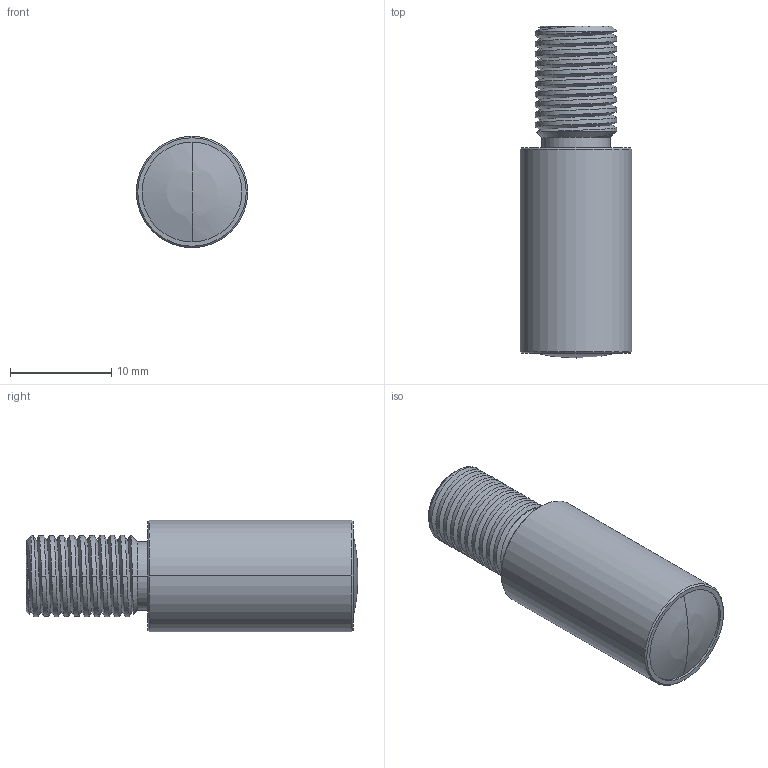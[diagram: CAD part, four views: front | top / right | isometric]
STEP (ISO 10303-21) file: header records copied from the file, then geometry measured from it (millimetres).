
FILE_DESCRIPTION((''),'2;1');
FILE_NAME('617','2021-09-29T17:23:05',('Administrator'),(''),'CREO PARAMETRIC BY PTC INC, 2018400','CREO PARAMETRIC BY PTC INC, 2018400','');
FILE_SCHEMA(('CONFIG_CONTROL_DESIGN'));
Length unit declared in the file: millimetre
Products named in the file (1): 617
Bounding box: 11 x 32.75 x 11 mm (x, y, z)
Volume: 2334.1 mm3; surface area: 1853.8 mm2
Topology: 1 solids, 2 shells, 53 faces, 132 edges, 83 vertices
Faces by surface type: cylinder 30, cone 10, bspline 6, plane 5, sphere 2
Entity records: 3991 total; most frequent: CARTESIAN_POINT 2787, ORIENTED_EDGE 258, DIRECTION 208, EDGE_CURVE 130, AXIS2_PLACEMENT_3D 83, VERTEX_POINT 83, EDGE_LOOP 56, FACE_OUTER_BOUND 53
